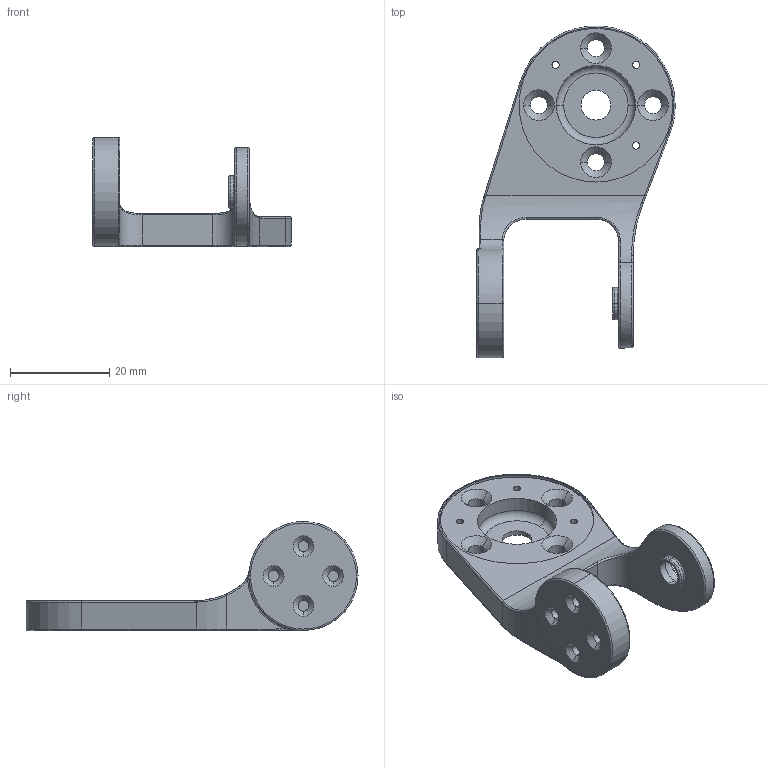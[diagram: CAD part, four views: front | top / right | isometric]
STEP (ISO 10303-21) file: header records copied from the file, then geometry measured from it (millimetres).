
FILE_DESCRIPTION (( 'STEP AP203' ), '1' );
FILE_NAME ('EN02-PROXIMAL_PHALANX.STEP', '2025-06-02T20:47:56', ( '' ), ( '' ), 'SwSTEP 2.0', 'SolidWorks 2024', '' );
FILE_SCHEMA (( 'CONFIG_CONTROL_DESIGN' ));
Length unit declared in the file: millimetre
Products named in the file (1): EN02-PROXIMAL_PHALANX
Bounding box: 40.03 x 66.96 x 22 mm (x, y, z)
Volume: 8285.9 mm3; surface area: 5874.8 mm2
Topology: 1 solids, 1 shells, 149 faces, 353 edges, 210 vertices
Faces by surface type: cylinder 61, torus 37, cone 22, plane 16, bspline 13
Entity records: 4900 total; most frequent: CARTESIAN_POINT 1281, DIRECTION 822, ORIENTED_EDGE 702, AXIS2_PLACEMENT_3D 361, EDGE_CURVE 351, CIRCLE 224, VERTEX_POINT 210, EDGE_LOOP 181
